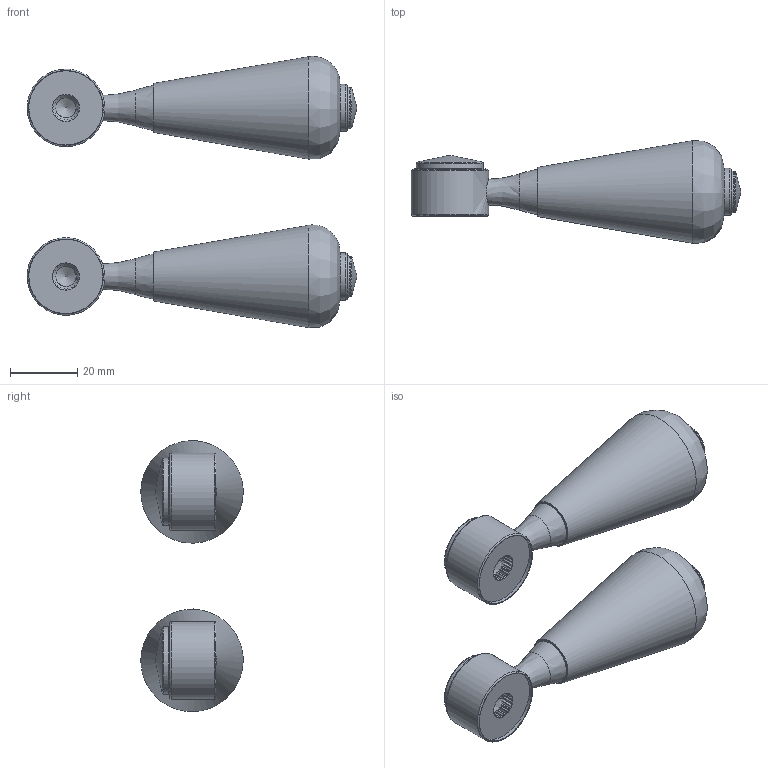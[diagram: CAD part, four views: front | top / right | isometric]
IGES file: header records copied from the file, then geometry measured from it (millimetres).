
Global section: file name: V251-SC; native system: Autodesk Inventor 2018; preprocessor: unknown; author: gwilkes; date: 20190709.092330; units: millimetre
Bounding box: 97.8 x 30.36 x 80.45 mm (x, y, z)
Volume: 60743 mm3; surface area: 26452.4 mm2
Topology: 18 solids, 18 shells, 380 faces, 1080 edges, 754 vertices
Faces by surface type: bspline 380
